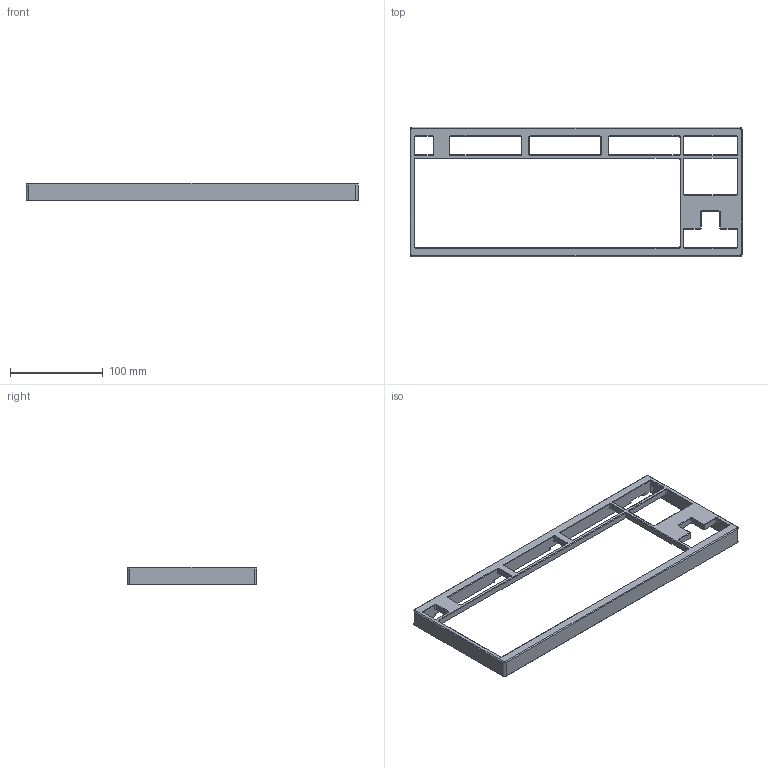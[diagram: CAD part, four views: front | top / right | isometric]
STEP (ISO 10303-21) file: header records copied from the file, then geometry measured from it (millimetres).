
FILE_DESCRIPTION(('HOOPS Exchange Step'),'2;1');
FILE_NAME('export-996EA49A-38BF-4D8A-833F-84CBC48B914C.stp','2021-10-10T18:38:04-04:00',('xyz'),('Alibre'),'HOOPS Exchange 2021.0','Alibre','Unknown authorisation');
FILE_SCHEMA( ('AP242_MANAGED_MODEL_BASED_3D_ENGINEERING_MIM_LF {1 0 10303 442 1 1 4 }') );
Length unit declared in the file: millimetre
Products named in the file (1): top
Bounding box: 358.61 x 140.01 x 19.3 mm (x, y, z)
Volume: 161440.4 mm3; surface area: 69128.4 mm2
Topology: 1 solids, 1 shells, 278 faces, 730 edges, 464 vertices
Faces by surface type: plane 136, cylinder 98, cone 44
Full cylindrical faces by diameter (mm): 2.5 x16
Entity records: 8616 total; most frequent: DIRECTION 1554, CARTESIAN_POINT 1474, ORIENTED_EDGE 1460, EDGE_CURVE 730, AXIS2_PLACEMENT_3D 544, VECTOR 466, LINE 466, VERTEX_POINT 464
